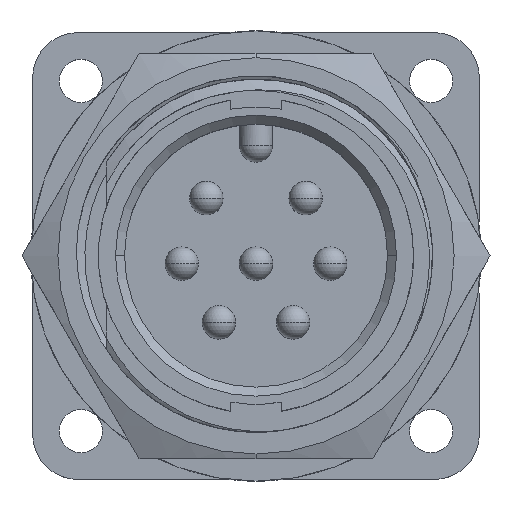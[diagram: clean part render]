
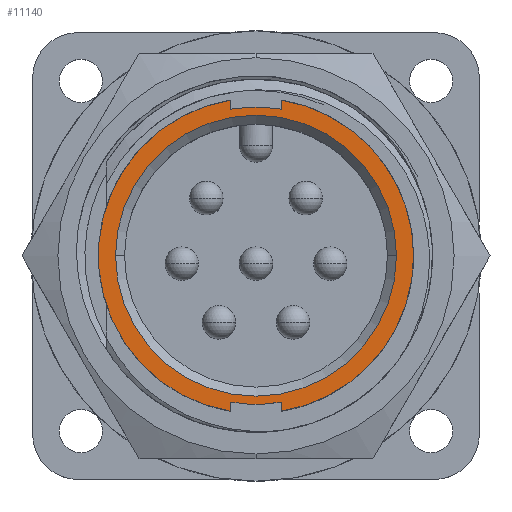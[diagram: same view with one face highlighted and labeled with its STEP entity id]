
A CAD part, top view. The second image highlights one B-rep face of the part: STEP entity #11140.
In plain terms, the highlighted planar face has unit normal (0, 0, 1).
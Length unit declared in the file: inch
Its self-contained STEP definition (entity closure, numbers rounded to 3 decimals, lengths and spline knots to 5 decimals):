
#64 = LINE ( 'NONE', #13219, #9539 ) ;
#393 = VERTEX_POINT ( 'NONE', #13434 ) ;
#479 = CARTESIAN_POINT ( 'NONE',  ( 0.4375, 0., 0.663 ) ) ;
#588 = ORIENTED_EDGE ( 'NONE', *, *, #13187, .F. ) ;
#947 = PLANE ( 'NONE',  #8652 ) ;
#1161 = CARTESIAN_POINT ( 'NONE',  ( 0., 0., 0.663 ) ) ;
#1434 = AXIS2_PLACEMENT_3D ( 'NONE', #2362, #11188, #3616 ) ;
#1830 = CIRCLE ( 'NONE', #1434, 0.39 ) ;
#2047 = CIRCLE ( 'NONE', #4380, 0.39 ) ;
#2230 = CARTESIAN_POINT ( 'NONE',  ( 0.39, 0., 0.663 ) ) ;
#2357 = DIRECTION ( 'NONE',  ( -1., 0., 0. ) ) ;
#2362 = CARTESIAN_POINT ( 'NONE',  ( 0., 0., 0.663 ) ) ;
#2375 = CARTESIAN_POINT ( 'NONE',  ( 0., 0., 0.663 ) ) ;
#2398 = AXIS2_PLACEMENT_3D ( 'NONE', #1161, #9871, #2357 ) ;
#2400 = ORIENTED_EDGE ( 'NONE', *, *, #4783, .T. ) ;
#2445 = CIRCLE ( 'NONE', #11401, 0.4375 ) ;
#2548 = DIRECTION ( 'NONE',  ( 0., 0., 1. ) ) ;
#2848 = CARTESIAN_POINT ( 'NONE',  ( 0.07, 0., 0.663 ) ) ;
#3038 = ORIENTED_EDGE ( 'NONE', *, *, #13228, .T. ) ;
#3365 = DIRECTION ( 'NONE',  ( 0., 0., 1. ) ) ;
#3396 = ORIENTED_EDGE ( 'NONE', *, *, #10360, .T. ) ;
#3616 = DIRECTION ( 'NONE',  ( 1., 0., 0. ) ) ;
#3634 = DIRECTION ( 'NONE',  ( 1., 0., 0. ) ) ;
#3736 = CARTESIAN_POINT ( 'NONE',  ( -0.07, 0.43186, 0.663 ) ) ;
#3752 = VECTOR ( 'NONE', #11748, 39.37008 ) ;
#3832 = DIRECTION ( 'NONE',  ( 0., 1., 0. ) ) ;
#4036 = EDGE_CURVE ( 'NONE', #4202, #12327, #7187, .T. ) ;
#4037 = DIRECTION ( 'NONE',  ( 0., -1., 0. ) ) ;
#4062 = CARTESIAN_POINT ( 'NONE',  ( 0.07, 0., 0.663 ) ) ;
#4078 = CARTESIAN_POINT ( 'NONE',  ( -0.07, 0., 0.663 ) ) ;
#4202 = VERTEX_POINT ( 'NONE', #8742 ) ;
#4380 = AXIS2_PLACEMENT_3D ( 'NONE', #7553, #7536, #7520 ) ;
#4567 = ORIENTED_EDGE ( 'NONE', *, *, #7576, .T. ) ;
#4783 = EDGE_CURVE ( 'NONE', #11763, #4202, #6409, .T. ) ;
#4874 = EDGE_CURVE ( 'NONE', #11689, #7247, #15266, .T. ) ;
#4948 = LINE ( 'NONE', #2848, #3752 ) ;
#5088 = AXIS2_PLACEMENT_3D ( 'NONE', #6129, #14891, #7369 ) ;
#5714 = DIRECTION ( 'NONE',  ( 0., -1., 0. ) ) ;
#6129 = CARTESIAN_POINT ( 'NONE',  ( 0., 0., 0.663 ) ) ;
#6142 = EDGE_LOOP ( 'NONE', ( #4567, #12896 ) ) ;
#6409 = LINE ( 'NONE', #4062, #14169 ) ;
#6463 = CARTESIAN_POINT ( 'NONE',  ( 0.07, 0.43186, 0.663 ) ) ;
#6811 = CARTESIAN_POINT ( 'NONE',  ( 0.07, 0.40652, 0.663 ) ) ;
#6993 = CARTESIAN_POINT ( 'NONE',  ( 0.07, -0.40652, 0.663 ) ) ;
#7187 = CIRCLE ( 'NONE', #8699, 0.4375 ) ;
#7247 = VERTEX_POINT ( 'NONE', #3736 ) ;
#7369 = DIRECTION ( 'NONE',  ( -1., 0., 0. ) ) ;
#7520 = DIRECTION ( 'NONE',  ( 1., 0., 0. ) ) ;
#7536 = DIRECTION ( 'NONE',  ( 0., 0., -1. ) ) ;
#7553 = CARTESIAN_POINT ( 'NONE',  ( 0., 0., 0.663 ) ) ;
#7576 = EDGE_CURVE ( 'NONE', #8693, #14006, #2047, .T. ) ;
#7730 = VERTEX_POINT ( 'NONE', #6811 ) ;
#7982 = VERTEX_POINT ( 'NONE', #9367 ) ;
#8335 = FACE_BOUND ( 'NONE', #6142, .T. ) ;
#8412 = CIRCLE ( 'NONE', #5088, 0.4125 ) ;
#8652 = AXIS2_PLACEMENT_3D ( 'NONE', #9629, #3365, #12202 ) ;
#8693 = VERTEX_POINT ( 'NONE', #2230 ) ;
#8699 = AXIS2_PLACEMENT_3D ( 'NONE', #9245, #9227, #9212 ) ;
#8742 = CARTESIAN_POINT ( 'NONE',  ( 0.07, -0.43186, 0.663 ) ) ;
#8820 = EDGE_CURVE ( 'NONE', #12327, #12147, #10072, .T. ) ;
#8912 = CARTESIAN_POINT ( 'NONE',  ( -0.39, 0., 0.663 ) ) ;
#9184 = EDGE_CURVE ( 'NONE', #14006, #8693, #1830, .T. ) ;
#9212 = DIRECTION ( 'NONE',  ( 1., 0., 0. ) ) ;
#9227 = DIRECTION ( 'NONE',  ( 0., 0., 1. ) ) ;
#9245 = CARTESIAN_POINT ( 'NONE',  ( 0., 0., 0.663 ) ) ;
#9367 = CARTESIAN_POINT ( 'NONE',  ( -0.07, -0.40652, 0.663 ) ) ;
#9539 = VECTOR ( 'NONE', #5714, 39.37008 ) ;
#9629 = CARTESIAN_POINT ( 'NONE',  ( 0., 0., 0.663 ) ) ;
#9871 = DIRECTION ( 'NONE',  ( 0., 0., -1. ) ) ;
#10072 = CIRCLE ( 'NONE', #14073, 0.4375 ) ;
#10084 = CARTESIAN_POINT ( 'NONE',  ( 0., 0., 0.663 ) ) ;
#10360 = EDGE_CURVE ( 'NONE', #12147, #7730, #4948, .T. ) ;
#11140 = ADVANCED_FACE ( 'NONE', ( #8335, #15354 ), #947, .T. ) ;
#11188 = DIRECTION ( 'NONE',  ( 0., 0., -1. ) ) ;
#11203 = DIRECTION ( 'NONE',  ( 0., 0., 1. ) ) ;
#11390 = DIRECTION ( 'NONE',  ( 1., 0., 0. ) ) ;
#11401 = AXIS2_PLACEMENT_3D ( 'NONE', #2375, #11203, #3634 ) ;
#11689 = VERTEX_POINT ( 'NONE', #14355 ) ;
#11748 = DIRECTION ( 'NONE',  ( 0., -1., 0. ) ) ;
#11763 = VERTEX_POINT ( 'NONE', #6993 ) ;
#11964 = EDGE_CURVE ( 'NONE', #11763, #7982, #8412, .T. ) ;
#12013 = ORIENTED_EDGE ( 'NONE', *, *, #4036, .T. ) ;
#12147 = VERTEX_POINT ( 'NONE', #6463 ) ;
#12202 = DIRECTION ( 'NONE',  ( 1., 0., 0. ) ) ;
#12313 = ORIENTED_EDGE ( 'NONE', *, *, #4874, .T. ) ;
#12327 = VERTEX_POINT ( 'NONE', #479 ) ;
#12896 = ORIENTED_EDGE ( 'NONE', *, *, #9184, .T. ) ;
#13187 = EDGE_CURVE ( 'NONE', #7982, #393, #64, .T. ) ;
#13219 = CARTESIAN_POINT ( 'NONE',  ( -0.07, -0.40398, 0.663 ) ) ;
#13228 = EDGE_CURVE ( 'NONE', #7247, #393, #2445, .T. ) ;
#13273 = ORIENTED_EDGE ( 'NONE', *, *, #11964, .F. ) ;
#13286 = EDGE_LOOP ( 'NONE', ( #3038, #588, #13273, #2400, #12013, #13525, #3396, #14366, #12313 ) ) ;
#13434 = CARTESIAN_POINT ( 'NONE',  ( -0.07, -0.43186, 0.663 ) ) ;
#13525 = ORIENTED_EDGE ( 'NONE', *, *, #8820, .T. ) ;
#13791 = EDGE_CURVE ( 'NONE', #11689, #7730, #14081, .T. ) ;
#14006 = VERTEX_POINT ( 'NONE', #8912 ) ;
#14073 = AXIS2_PLACEMENT_3D ( 'NONE', #10084, #2548, #11390 ) ;
#14081 = CIRCLE ( 'NONE', #2398, 0.4125 ) ;
#14169 = VECTOR ( 'NONE', #4037, 39.37008 ) ;
#14355 = CARTESIAN_POINT ( 'NONE',  ( -0.07, 0.40652, 0.663 ) ) ;
#14366 = ORIENTED_EDGE ( 'NONE', *, *, #13791, .F. ) ;
#14891 = DIRECTION ( 'NONE',  ( 0., 0., -1. ) ) ;
#15204 = VECTOR ( 'NONE', #3832, 39.37008 ) ;
#15266 = LINE ( 'NONE', #4078, #15204 ) ;
#15354 = FACE_OUTER_BOUND ( 'NONE', #13286, .T. ) ;
